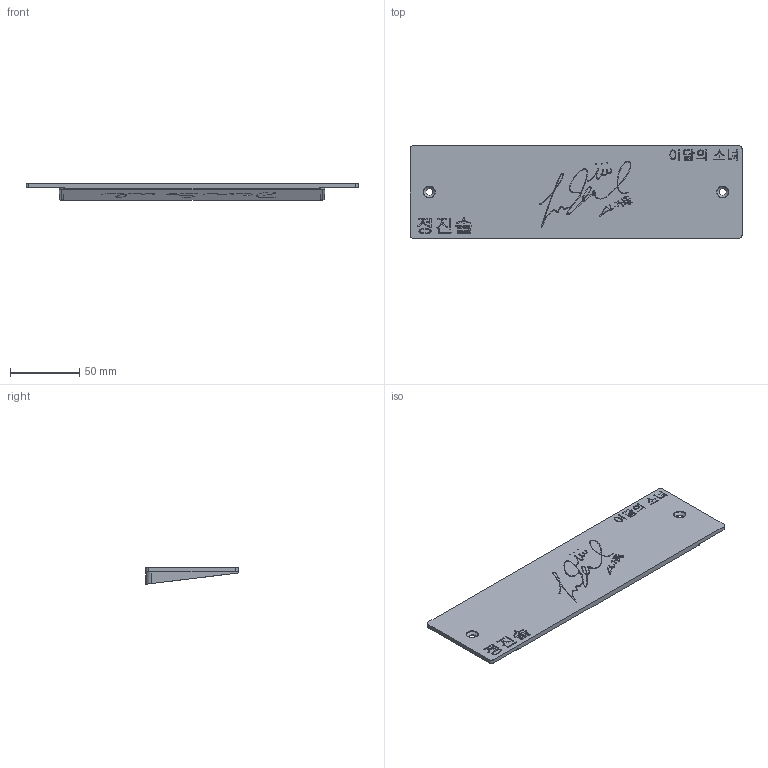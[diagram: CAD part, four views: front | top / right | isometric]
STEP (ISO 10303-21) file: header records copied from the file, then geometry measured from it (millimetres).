
FILE_DESCRIPTION(/* description */ (''),/* implementation_level */ '2;1');
FILE_NAME(/* name */ 'weight.step',/* time_stamp */ '2021-11-05T17:52:35-07:00',/* author */ (''),/* organization */ (''),/* preprocessor_version */ 'ST-DEVELOPER v18.1',/* originating_system */ 'Autodesk Translation Framework v10.10.0.1391',/* authorisation */ '');
FILE_SCHEMA (('AUTOMOTIVE_DESIGN { 1 0 10303 214 3 1 1 }'));
Length unit declared in the file: millimetre
Products named in the file (1): f12 tkl
Bounding box: 240.05 x 66.66 x 11.86 mm (x, y, z)
Volume: 108489.9 mm3; surface area: 37670.6 mm2
Topology: 1 solids, 1 shells, 906 faces, 2556 edges, 1704 vertices
Faces by surface type: bspline 712, plane 179, cylinder 13, cone 2
Full cylindrical faces by diameter (mm): 5 x2, 8.6 x2
Entity records: 33218 total; most frequent: CARTESIAN_POINT 15519, ORIENTED_EDGE 5112, EDGE_CURVE 2556, VERTEX_POINT 1704, DIRECTION 1704, LINE 1102, VECTOR 1102, EDGE_LOOP 962
